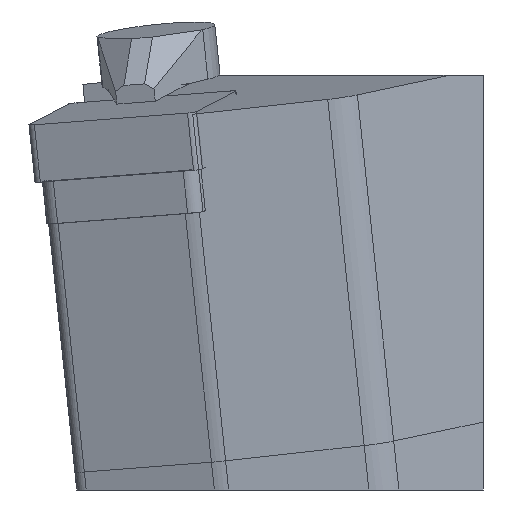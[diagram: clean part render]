
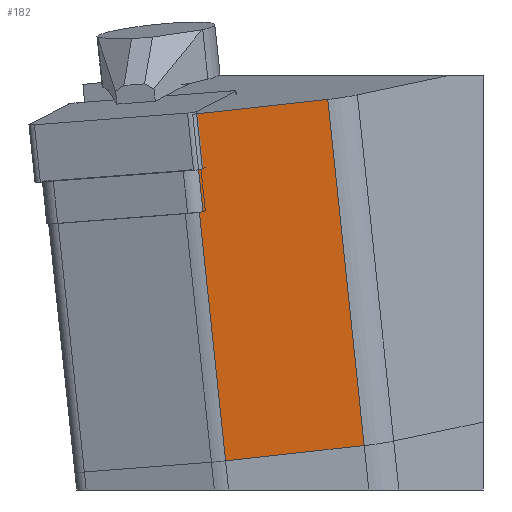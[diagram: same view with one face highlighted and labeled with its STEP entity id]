
A CAD part, left-side view. The second image highlights one B-rep face of the part: STEP entity #182.
In plain terms, the highlighted planar face has unit normal (-0.993, -0.062, -0.098).
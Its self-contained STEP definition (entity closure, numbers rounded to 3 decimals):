
#182=ADVANCED_FACE('',(#293),#240,.T.);
#240=PLANE('',#1365);
#293=FACE_OUTER_BOUND('',#361,.T.);
#361=EDGE_LOOP('',(#799,#800,#801,#802,#803,#804));
#403=LINE('',#1792,#528);
#425=LINE('',#1854,#550);
#464=LINE('',#1946,#589);
#465=LINE('',#1952,#590);
#466=LINE('',#1954,#591);
#467=LINE('',#1955,#592);
#528=VECTOR('',#1440,1.);
#550=VECTOR('',#1490,1.);
#589=VECTOR('',#1589,1.);
#590=VECTOR('',#1596,1.);
#591=VECTOR('',#1597,1.);
#592=VECTOR('',#1598,1.);
#799=ORIENTED_EDGE('',*,*,#1193,.F.);
#800=ORIENTED_EDGE('',*,*,#1190,.F.);
#801=ORIENTED_EDGE('',*,*,#1142,.F.);
#802=ORIENTED_EDGE('',*,*,#1194,.T.);
#803=ORIENTED_EDGE('',*,*,#1112,.F.);
#804=ORIENTED_EDGE('',*,*,#1195,.F.);
#1000=VERTEX_POINT('',#1790);
#1002=VERTEX_POINT('',#1793);
#1025=VERTEX_POINT('',#1846);
#1027=VERTEX_POINT('',#1852);
#1051=VERTEX_POINT('',#1947);
#1053=VERTEX_POINT('',#1953);
#1112=EDGE_CURVE('',#1000,#1002,#403,.T.);
#1142=EDGE_CURVE('',#1025,#1027,#425,.T.);
#1190=EDGE_CURVE('',#1027,#1051,#464,.T.);
#1193=EDGE_CURVE('',#1051,#1053,#465,.T.);
#1194=EDGE_CURVE('',#1025,#1002,#466,.T.);
#1195=EDGE_CURVE('',#1053,#1000,#467,.T.);
#1365=AXIS2_PLACEMENT_3D('',#1956,#1599,#1600);
#1440=DIRECTION('',(0.051,-0.993,0.11));
#1490=DIRECTION('',(-0.051,0.993,-0.11));
#1589=DIRECTION('',(-0.105,0.104,0.989));
#1596=DIRECTION('',(0.051,-0.993,0.11));
#1597=DIRECTION('',(-0.105,0.104,0.989));
#1598=DIRECTION('',(-0.105,0.104,0.989));
#1599=DIRECTION('',(-0.993,-0.062,-0.098));
#1600=DIRECTION('',(-0.099,0.,0.995));
#1790=CARTESIAN_POINT('',(-186.265,-12.852,16.713));
#1792=CARTESIAN_POINT('',(-187.2,5.221,14.714));
#1793=CARTESIAN_POINT('',(-185.499,-27.667,18.351));
#1846=CARTESIAN_POINT('',(-181.486,-31.659,-19.624));
#1852=CARTESIAN_POINT('',(-182.272,-16.454,-21.305));
#1854=CARTESIAN_POINT('',(-181.486,-31.659,-19.624));
#1946=CARTESIAN_POINT('',(-226.061,27.096,393.038));
#1947=CARTESIAN_POINT('',(-185.155,-13.586,5.978));
#1952=CARTESIAN_POINT('',(-184.369,-28.791,7.659));
#1953=CARTESIAN_POINT('',(-185.135,-13.976,6.021));
#1954=CARTESIAN_POINT('',(-225.275,11.89,394.719));
#1955=CARTESIAN_POINT('',(-226.041,26.705,393.081));
#1956=CARTESIAN_POINT('',(-225.275,11.89,394.719));
